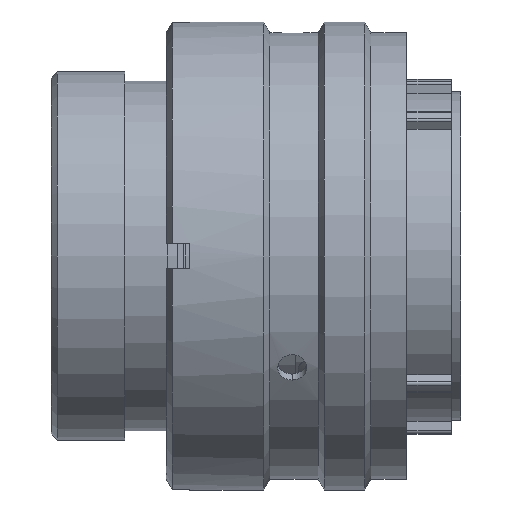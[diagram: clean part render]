
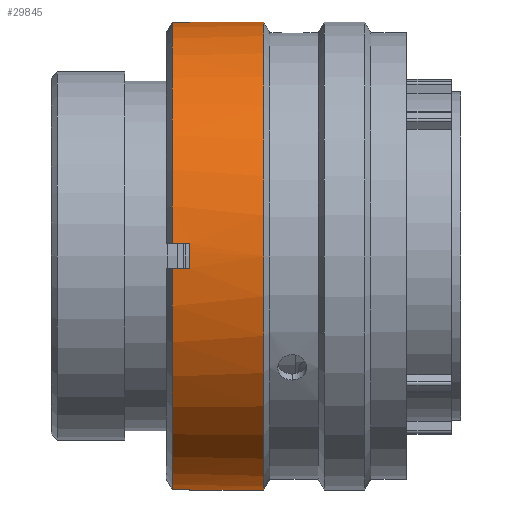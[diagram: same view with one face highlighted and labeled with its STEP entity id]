
A CAD part, front view. The second image highlights one B-rep face of the part: STEP entity #29845.
In plain terms, the highlighted cylindrical face has radius 19.05 mm (diameter 38.1 mm), a partial arc.
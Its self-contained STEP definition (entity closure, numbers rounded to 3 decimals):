
#837 = AXIS2_PLACEMENT_3D ( 'NONE', #120634, #61886, #3207 ) ;
#1146 = CARTESIAN_POINT ( 'NONE',  ( 28.928, 0., 0. ) ) ;
#3207 = DIRECTION ( 'NONE',  ( 0., 0., -1. ) ) ;
#3914 = VERTEX_POINT ( 'NONE', #52438 ) ;
#4419 = ORIENTED_EDGE ( 'NONE', *, *, #101268, .T. ) ;
#7189 = CARTESIAN_POINT ( 'NONE',  ( 17.298, 0., 19.05 ) ) ;
#7232 = CARTESIAN_POINT ( 'NONE',  ( 11.278, 0., 19.05 ) ) ;
#8889 = EDGE_CURVE ( 'NONE', #107330, #109316, #108806, .T. ) ;
#9313 = DIRECTION ( 'NONE',  ( 1., 0., 0. ) ) ;
#10612 = DIRECTION ( 'NONE',  ( 1., 0., 0. ) ) ;
#10912 = CARTESIAN_POINT ( 'NONE',  ( 28.928, -19.024, -1. ) ) ;
#11160 = CARTESIAN_POINT ( 'NONE',  ( 28.928, -19.024, 1. ) ) ;
#20282 = DIRECTION ( 'NONE',  ( 1., 0., 0. ) ) ;
#20845 = ORIENTED_EDGE ( 'NONE', *, *, #42988, .T. ) ;
#23799 = CARTESIAN_POINT ( 'NONE',  ( 11.278, 0., 0. ) ) ;
#25456 = CARTESIAN_POINT ( 'NONE',  ( 9.878, -1., -19.024 ) ) ;
#25571 = CIRCLE ( 'NONE', #37794, 19.05 ) ;
#26548 = VECTOR ( 'NONE', #47037, 1000. ) ;
#27774 = CIRCLE ( 'NONE', #69860, 19.05 ) ;
#27778 = CARTESIAN_POINT ( 'NONE',  ( 28.928, -1., 19.024 ) ) ;
#29581 = DIRECTION ( 'NONE',  ( 1., 0., 0. ) ) ;
#29635 = LINE ( 'NONE', #115257, #26548 ) ;
#29756 = DIRECTION ( 'NONE',  ( 1., 0., 0. ) ) ;
#29845 = ADVANCED_FACE ( 'NONE', ( #98264 ), #112065, .T. ) ;
#33212 = CIRCLE ( 'NONE', #837, 19.05 ) ;
#33634 = DIRECTION ( 'NONE',  ( 0., 0., 1. ) ) ;
#36117 = EDGE_CURVE ( 'NONE', #78066, #60704, #68311, .T. ) ;
#37794 = AXIS2_PLACEMENT_3D ( 'NONE', #68023, #9313, #77923 ) ;
#39357 = ORIENTED_EDGE ( 'NONE', *, *, #93560, .T. ) ;
#40341 = LINE ( 'NONE', #11160, #63343 ) ;
#42988 = EDGE_CURVE ( 'NONE', #92518, #108381, #98416, .T. ) ;
#43397 = DIRECTION ( 'NONE',  ( 1., 0., 0. ) ) ;
#44927 = ORIENTED_EDGE ( 'NONE', *, *, #99130, .F. ) ;
#47037 = DIRECTION ( 'NONE',  ( 1., 0., 0. ) ) ;
#49326 = VECTOR ( 'NONE', #43397, 1000. ) ;
#52438 = CARTESIAN_POINT ( 'NONE',  ( 9.878, -19.024, -1. ) ) ;
#52839 = CARTESIAN_POINT ( 'NONE',  ( 28.928, -1., -19.024 ) ) ;
#53383 = ORIENTED_EDGE ( 'NONE', *, *, #118009, .F. ) ;
#54280 = EDGE_CURVE ( 'NONE', #72407, #110883, #29635, .T. ) ;
#54841 = EDGE_LOOP ( 'NONE', ( #53383, #55647, #88914, #114245, #118982, #105436, #80026, #39357, #20845, #4419, #117168, #44927 ) ) ;
#55647 = ORIENTED_EDGE ( 'NONE', *, *, #8889, .T. ) ;
#56034 = EDGE_CURVE ( 'NONE', #96757, #66999, #25571, .T. ) ;
#56134 = CARTESIAN_POINT ( 'NONE',  ( 11.278, -1., -19.024 ) ) ;
#58126 = CARTESIAN_POINT ( 'NONE',  ( 11.278, -19.024, 1. ) ) ;
#60415 = VECTOR ( 'NONE', #109181, 1000. ) ;
#60704 = VERTEX_POINT ( 'NONE', #115186 ) ;
#61886 = DIRECTION ( 'NONE',  ( 1., 0., 0. ) ) ;
#63249 = CARTESIAN_POINT ( 'NONE',  ( 9.878, -19.024, 1. ) ) ;
#63343 = VECTOR ( 'NONE', #98558, 1000. ) ;
#63488 = LINE ( 'NONE', #119443, #60415 ) ;
#66999 = VERTEX_POINT ( 'NONE', #63249 ) ;
#68023 = CARTESIAN_POINT ( 'NONE',  ( 9.878, 0., 0. ) ) ;
#68223 = AXIS2_PLACEMENT_3D ( 'NONE', #23799, #92363, #33634 ) ;
#68311 = CIRCLE ( 'NONE', #68223, 19.05 ) ;
#69587 = DIRECTION ( 'NONE',  ( -1., 0., 0. ) ) ;
#69709 = DIRECTION ( 'NONE',  ( 0., 0., -1. ) ) ;
#69860 = AXIS2_PLACEMENT_3D ( 'NONE', #88306, #29581, #98141 ) ;
#71741 = EDGE_CURVE ( 'NONE', #66999, #78066, #40341, .T. ) ;
#72407 = VERTEX_POINT ( 'NONE', #111642 ) ;
#72540 = CARTESIAN_POINT ( 'NONE',  ( 17.298, 0., -19.05 ) ) ;
#74574 = LINE ( 'NONE', #10912, #123657 ) ;
#77923 = DIRECTION ( 'NONE',  ( 0., 0., -1. ) ) ;
#78066 = VERTEX_POINT ( 'NONE', #58126 ) ;
#78806 = CIRCLE ( 'NONE', #103158, 19.05 ) ;
#79093 = CARTESIAN_POINT ( 'NONE',  ( 11.278, 0., 0. ) ) ;
#79867 = CARTESIAN_POINT ( 'NONE',  ( 11.278, -1., 19.024 ) ) ;
#80026 = ORIENTED_EDGE ( 'NONE', *, *, #110774, .T. ) ;
#88306 = CARTESIAN_POINT ( 'NONE',  ( 17.298, 0., 0. ) ) ;
#88470 = CARTESIAN_POINT ( 'NONE',  ( 11.278, 0., 0. ) ) ;
#88874 = DIRECTION ( 'NONE',  ( 0., 0., 1. ) ) ;
#88914 = ORIENTED_EDGE ( 'NONE', *, *, #115761, .T. ) ;
#91033 = AXIS2_PLACEMENT_3D ( 'NONE', #88470, #29756, #98314 ) ;
#92363 = DIRECTION ( 'NONE',  ( 1., 0., 0. ) ) ;
#92518 = VERTEX_POINT ( 'NONE', #25456 ) ;
#93560 = EDGE_CURVE ( 'NONE', #3914, #92518, #33212, .T. ) ;
#96757 = VERTEX_POINT ( 'NONE', #123338 ) ;
#97229 = VECTOR ( 'NONE', #116119, 1000. ) ;
#98141 = DIRECTION ( 'NONE',  ( 0., 0., -1. ) ) ;
#98264 = FACE_OUTER_BOUND ( 'NONE', #54841, .T. ) ;
#98314 = DIRECTION ( 'NONE',  ( 0., 0., 1. ) ) ;
#98416 = LINE ( 'NONE', #52839, #49326 ) ;
#98558 = DIRECTION ( 'NONE',  ( 1., 0., 0. ) ) ;
#99130 = EDGE_CURVE ( 'NONE', #105083, #110883, #27774, .T. ) ;
#101268 = EDGE_CURVE ( 'NONE', #108381, #72407, #78806, .T. ) ;
#103158 = AXIS2_PLACEMENT_3D ( 'NONE', #79093, #20282, #88874 ) ;
#103324 = AXIS2_PLACEMENT_3D ( 'NONE', #1146, #10612, #69709 ) ;
#105083 = VERTEX_POINT ( 'NONE', #7189 ) ;
#105436 = ORIENTED_EDGE ( 'NONE', *, *, #36117, .T. ) ;
#107330 = VERTEX_POINT ( 'NONE', #7232 ) ;
#108381 = VERTEX_POINT ( 'NONE', #56134 ) ;
#108806 = CIRCLE ( 'NONE', #91033, 19.05 ) ;
#109181 = DIRECTION ( 'NONE',  ( 1., 0., 0. ) ) ;
#109316 = VERTEX_POINT ( 'NONE', #79867 ) ;
#110774 = EDGE_CURVE ( 'NONE', #60704, #3914, #74574, .T. ) ;
#110883 = VERTEX_POINT ( 'NONE', #72540 ) ;
#111642 = CARTESIAN_POINT ( 'NONE',  ( 11.278, 0., -19.05 ) ) ;
#112065 = CYLINDRICAL_SURFACE ( 'NONE', #103324, 19.05 ) ;
#114245 = ORIENTED_EDGE ( 'NONE', *, *, #56034, .T. ) ;
#115186 = CARTESIAN_POINT ( 'NONE',  ( 11.278, -19.024, -1. ) ) ;
#115257 = CARTESIAN_POINT ( 'NONE',  ( 28.928, 0., -19.05 ) ) ;
#115761 = EDGE_CURVE ( 'NONE', #109316, #96757, #123334, .T. ) ;
#116119 = DIRECTION ( 'NONE',  ( -1., 0., 0. ) ) ;
#117168 = ORIENTED_EDGE ( 'NONE', *, *, #54280, .T. ) ;
#118009 = EDGE_CURVE ( 'NONE', #107330, #105083, #63488, .T. ) ;
#118982 = ORIENTED_EDGE ( 'NONE', *, *, #71741, .T. ) ;
#119443 = CARTESIAN_POINT ( 'NONE',  ( 28.928, 0., 19.05 ) ) ;
#120634 = CARTESIAN_POINT ( 'NONE',  ( 9.878, 0., 0. ) ) ;
#123334 = LINE ( 'NONE', #27778, #97229 ) ;
#123338 = CARTESIAN_POINT ( 'NONE',  ( 9.878, -1., 19.024 ) ) ;
#123657 = VECTOR ( 'NONE', #69587, 1000. ) ;
